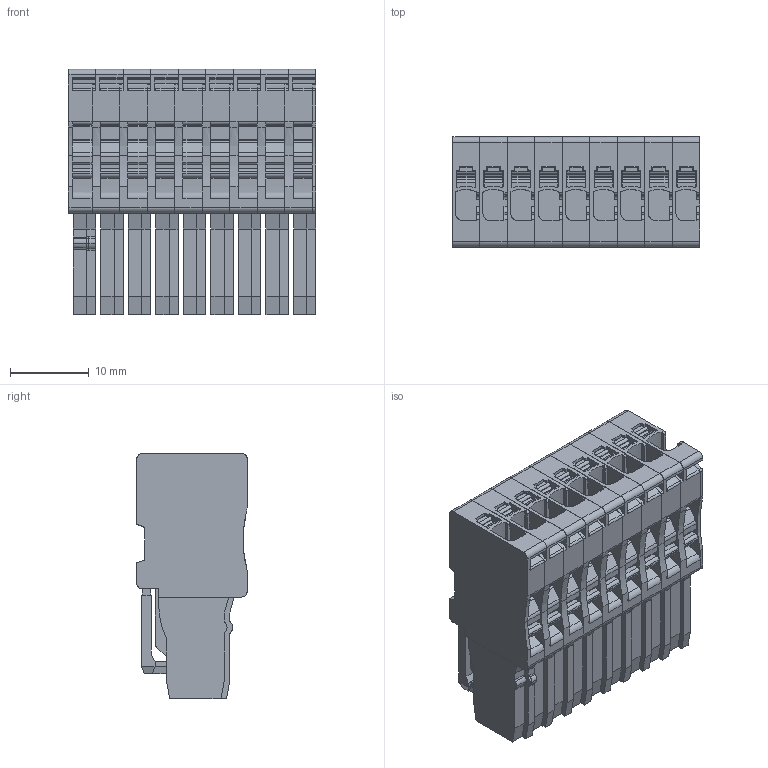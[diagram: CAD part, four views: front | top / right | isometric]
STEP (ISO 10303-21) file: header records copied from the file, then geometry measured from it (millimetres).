
FILE_DESCRIPTION(('CATIA V5 STEP Exchange','CAx-IF Rec.Pracs.--- Model Styling and Organization---1.4--- 2014-01-23'),'2;1');
FILE_NAME ('1206390-1_1', '2020-01-13T07:09:55+00:00', ('none'), ('Weidmueller'), 'CATIA Version 5-6 Release 2016 SP3 HF44', 'CATIA V5 STEP AP214', 'none');
FILE_SCHEMA(('AUTOMOTIVE_DESIGN { 1 0 10303 214 1 1 1 1 }'));
Products named in the file (1): 2719820000
Bounding box: 31.5 x 14 x 31.15 mm (x, y, z)
Volume: 8929.6 mm3; surface area: 13462 mm2
Topology: 19 solids, 19 shells, 3362 faces, 9866 edges, 6670 vertices
Faces by surface type: plane 1961, cylinder 1401
Entity records: 117986 total; most frequent: CARTESIAN_POINT 30954, ORIENTED_EDGE 19732, DIRECTION 14728, EDGE_CURVE 9866, VERTEX_POINT 6670, VECTOR 6615, LINE 6615, AXIS2_PLACEMENT_3D 4969
